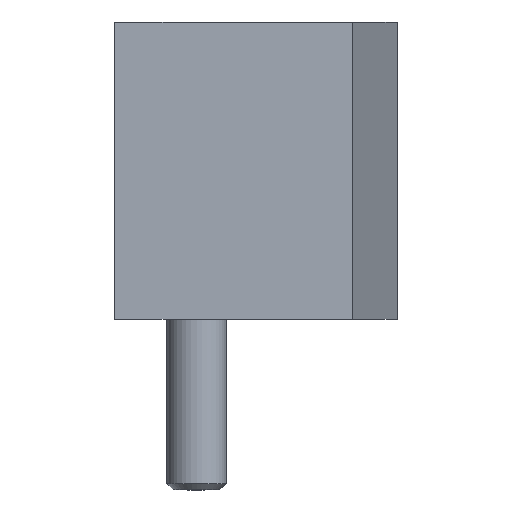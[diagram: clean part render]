
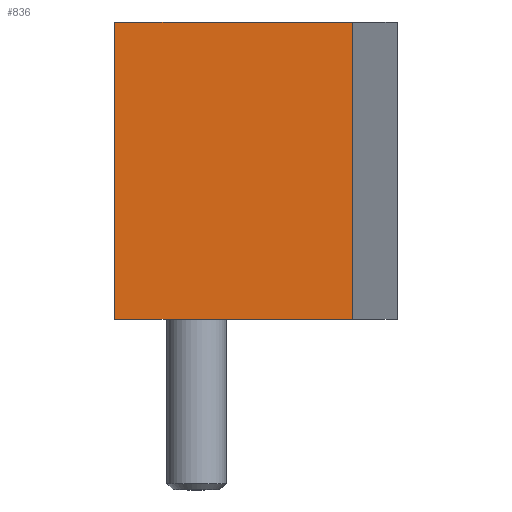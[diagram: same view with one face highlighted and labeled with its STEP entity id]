
A CAD part, left-side view. The second image highlights one B-rep face of the part: STEP entity #836.
In plain terms, the highlighted planar face has unit normal (-1, 0, 0).
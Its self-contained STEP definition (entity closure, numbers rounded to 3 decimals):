
#68=LINE('',#1329,#126);
#79=LINE('',#1371,#137);
#81=LINE('',#1375,#139);
#82=LINE('',#1376,#140);
#126=VECTOR('',#1073,16.);
#137=VECTOR('',#1124,20.);
#139=VECTOR('',#1128,20.);
#140=VECTOR('',#1129,16.);
#169=PLANE('',#916);
#261=FACE_OUTER_BOUND('',#333,.T.);
#333=EDGE_LOOP('',(#716,#717,#718,#719));
#426=VERTEX_POINT('',#1326);
#427=VERTEX_POINT('',#1328);
#438=VERTEX_POINT('',#1370);
#439=VERTEX_POINT('',#1374);
#514=EDGE_CURVE('',#427,#426,#68,.T.);
#533=EDGE_CURVE('',#438,#427,#79,.T.);
#535=EDGE_CURVE('',#439,#426,#81,.T.);
#536=EDGE_CURVE('',#438,#439,#82,.T.);
#716=ORIENTED_EDGE('',*,*,#514,.T.);
#717=ORIENTED_EDGE('',*,*,#535,.F.);
#718=ORIENTED_EDGE('',*,*,#536,.F.);
#719=ORIENTED_EDGE('',*,*,#533,.T.);
#836=ADVANCED_FACE('',(#261),#169,.T.);
#916=AXIS2_PLACEMENT_3D('',#1373,#1126,#1127);
#1073=DIRECTION('',(0.,1.,0.));
#1124=DIRECTION('',(0.,0.,1.));
#1126=DIRECTION('center_axis',(-1.,0.,0.));
#1127=DIRECTION('ref_axis',(0.,0.,1.));
#1128=DIRECTION('',(0.,0.,1.));
#1129=DIRECTION('',(0.,1.,0.));
#1326=CARTESIAN_POINT('',(-34.883,15.377,20.));
#1328=CARTESIAN_POINT('',(-34.883,-0.623,20.));
#1329=CARTESIAN_POINT('',(-34.883,-0.623,20.));
#1370=CARTESIAN_POINT('',(-34.883,-0.623,0.));
#1371=CARTESIAN_POINT('',(-34.883,-0.623,0.));
#1373=CARTESIAN_POINT('Origin',(-34.883,-0.623,0.));
#1374=CARTESIAN_POINT('',(-34.883,15.377,0.));
#1375=CARTESIAN_POINT('',(-34.883,15.377,0.));
#1376=CARTESIAN_POINT('',(-34.883,-0.623,0.));
